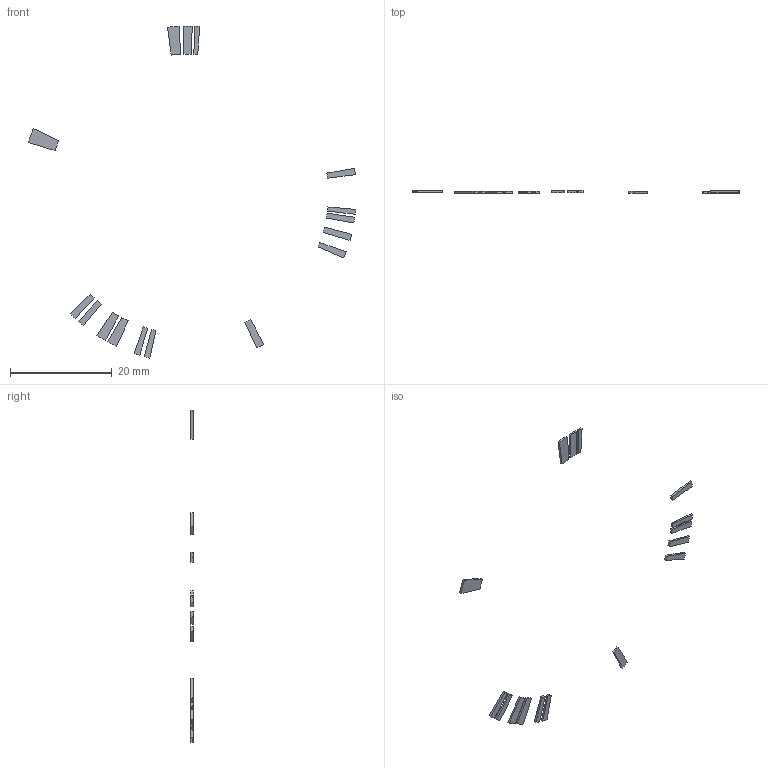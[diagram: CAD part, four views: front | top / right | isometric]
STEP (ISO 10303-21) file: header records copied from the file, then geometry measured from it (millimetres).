
FILE_DESCRIPTION(/* description */ (''),/* implementation_level */ '2;1');
FILE_NAME(/* name */ 'Ring 2 con.stp',/* time_stamp */ '2025-09-12T00:13:33+02:00',/* author */ (''),/* organization */ (''),/* preprocessor_version */ 'ST-DEVELOPER v20.1',/* originating_system */ 'Autodesk Translation Framework v14.10.0.0',/* authorisation */ '');
FILE_SCHEMA (('AUTOMOTIVE_DESIGN { 1 0 10303 214 3 1 1 }'));
Length unit declared in the file: millimetre
Products named in the file (1): Ring 2 - con
Bounding box: 64.26 x 0.4 x 65.13 mm (x, y, z)
Volume: 47.6 mm3; surface area: 325.5 mm2
Topology: 16 solids, 16 shells, 96 faces, 192 edges, 128 vertices
Faces by surface type: plane 64, cylinder 32
Entity records: 2525 total; most frequent: DIRECTION 450, CARTESIAN_POINT 417, ORIENTED_EDGE 384, EDGE_CURVE 192, AXIS2_PLACEMENT_3D 161, LINE 128, VECTOR 128, VERTEX_POINT 128
